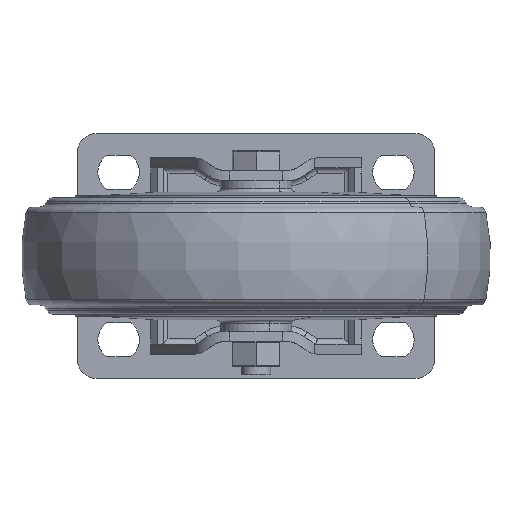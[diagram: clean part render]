
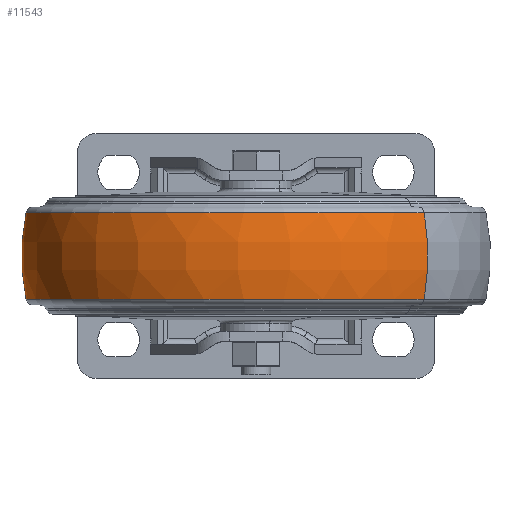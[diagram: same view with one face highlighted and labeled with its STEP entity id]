
A CAD part, front view. The second image highlights one B-rep face of the part: STEP entity #11543.
In plain terms, the highlighted toroidal (fillet/blend) face has major radius 12.5 mm and minor radius 50 mm.
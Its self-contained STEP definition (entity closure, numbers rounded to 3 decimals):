
#253 = CIRCLE ( 'NONE', #11796, 50. ) ;
#423 = VERTEX_POINT ( 'NONE', #1529 ) ;
#1185 = CARTESIAN_POINT ( 'NONE',  ( 0., 62.5, -11.458 ) ) ;
#1475 = ORIENTED_EDGE ( 'NONE', *, *, #11423, .T. ) ;
#1529 = CARTESIAN_POINT ( 'NONE',  ( -44.68, 104.277, 11.458 ) ) ;
#1975 = AXIS2_PLACEMENT_3D ( 'NONE', #1185, #9904, #6194 ) ;
#2079 = VERTEX_POINT ( 'NONE', #2256 ) ;
#2256 = CARTESIAN_POINT ( 'NONE',  ( -44.68, 104.277, -11.458 ) ) ;
#2448 = EDGE_LOOP ( 'NONE', ( #7133, #6001, #1475, #8040 ) ) ;
#2753 = CIRCLE ( 'NONE', #4379, 50. ) ;
#3099 = TOROIDAL_SURFACE ( 'NONE', #8970, 12.5, 50. ) ;
#3445 = DIRECTION ( 'NONE',  ( 0.73, -0.683, 0. ) ) ;
#3647 = DIRECTION ( 'NONE',  ( 0.73, -0.683, 0. ) ) ;
#4278 = DIRECTION ( 'NONE',  ( -0.683, -0.73, 0. ) ) ;
#4328 = EDGE_CURVE ( 'NONE', #2079, #12060, #4806, .T. ) ;
#4364 = DIRECTION ( 'NONE',  ( -0.73, 0.683, 0. ) ) ;
#4379 = AXIS2_PLACEMENT_3D ( 'NONE', #9984, #8063, #4364 ) ;
#4806 = CIRCLE ( 'NONE', #1975, 61.169 ) ;
#5343 = VERTEX_POINT ( 'NONE', #10485 ) ;
#6001 = ORIENTED_EDGE ( 'NONE', *, *, #4328, .T. ) ;
#6164 = EDGE_CURVE ( 'NONE', #2079, #423, #2753, .T. ) ;
#6194 = DIRECTION ( 'NONE',  ( 0.73, -0.683, 0. ) ) ;
#6684 = CARTESIAN_POINT ( 'NONE',  ( 0., 62.5, 0. ) ) ;
#7133 = ORIENTED_EDGE ( 'NONE', *, *, #6164, .F. ) ;
#7138 = AXIS2_PLACEMENT_3D ( 'NONE', #11971, #7850, #11727 ) ;
#7180 = CARTESIAN_POINT ( 'NONE',  ( 9.13, 53.963, 0. ) ) ;
#7711 = CARTESIAN_POINT ( 'NONE',  ( 44.68, 20.723, -11.458 ) ) ;
#7850 = DIRECTION ( 'NONE',  ( 0., 0., 1. ) ) ;
#8040 = ORIENTED_EDGE ( 'NONE', *, *, #8623, .F. ) ;
#8063 = DIRECTION ( 'NONE',  ( 0.683, 0.73, 0. ) ) ;
#8623 = EDGE_CURVE ( 'NONE', #423, #5343, #9371, .T. ) ;
#8970 = AXIS2_PLACEMENT_3D ( 'NONE', #6684, #10359, #3647 ) ;
#9371 = CIRCLE ( 'NONE', #7138, 61.169 ) ;
#9904 = DIRECTION ( 'NONE',  ( 0., 0., 1. ) ) ;
#9984 = CARTESIAN_POINT ( 'NONE',  ( -9.13, 71.037, 0. ) ) ;
#10301 = FACE_OUTER_BOUND ( 'NONE', #2448, .T. ) ;
#10359 = DIRECTION ( 'NONE',  ( 0., 0., 1. ) ) ;
#10485 = CARTESIAN_POINT ( 'NONE',  ( 44.68, 20.723, 11.458 ) ) ;
#11423 = EDGE_CURVE ( 'NONE', #12060, #5343, #253, .T. ) ;
#11543 = ADVANCED_FACE ( 'NONE', ( #10301 ), #3099, .T. ) ;
#11727 = DIRECTION ( 'NONE',  ( 0.73, -0.683, 0. ) ) ;
#11796 = AXIS2_PLACEMENT_3D ( 'NONE', #7180, #4278, #3445 ) ;
#11971 = CARTESIAN_POINT ( 'NONE',  ( 0., 62.5, 11.458 ) ) ;
#12060 = VERTEX_POINT ( 'NONE', #7711 ) ;
